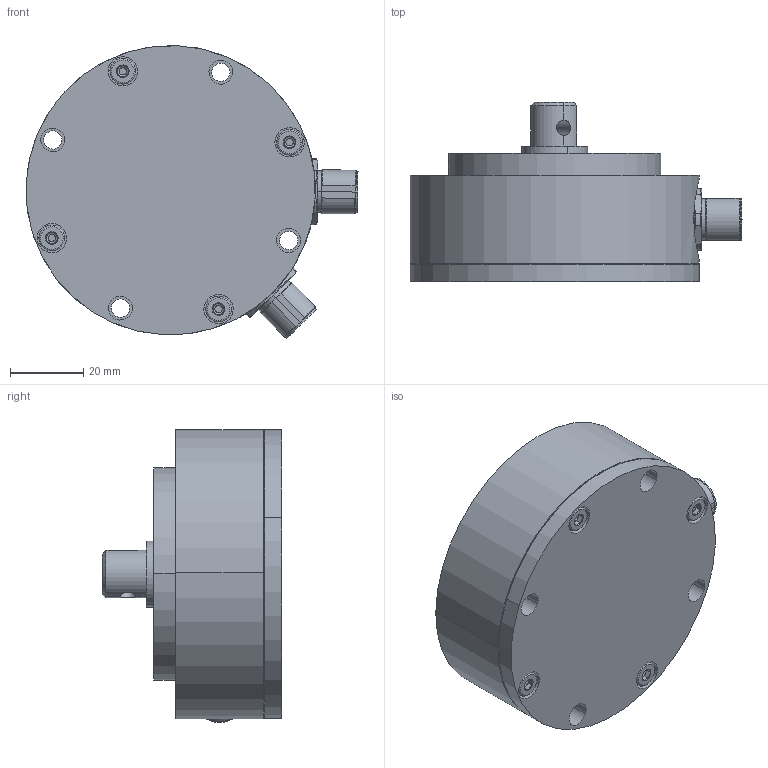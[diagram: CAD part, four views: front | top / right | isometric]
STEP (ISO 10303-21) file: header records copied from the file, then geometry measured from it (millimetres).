
FILE_DESCRIPTION (( 'STEP AP214' ), '1' );
FILE_NAME ('Gehaeuse_Code_1_Welle_Code_01_el_Abg_103 .STEP', '2012-05-29T13:57:45', ( 'dummy' ), ( '' ), 'SwSTEP 2.0', 'SolidWorks 2011', '' );
FILE_SCHEMA (( 'AUTOMOTIVE_DESIGN' ));
Length unit declared in the file: millimetre
Products named in the file (1): Gehaeuse_Code_1_Welle_Code_01_el_Abg_103 
Bounding box: 90.65 x 49 x 79.98 mm (x, y, z)
Surface area: 26782.9 mm2 (no closed solid volume)
Topology: 0 solids, 17 shells, 294 faces, 777 edges, 492 vertices
Faces by surface type: cylinder 113, plane 91, cone 66, torus 24
Entity records: 12837 total; most frequent: CARTESIAN_POINT 2234, DIRECTION 1682, ORIENTED_EDGE 1354, EDGE_CURVE 777, AXIS2_PLACEMENT_3D 706, VERTEX_POINT 492, CIRCLE 411, EDGE_LOOP 340
